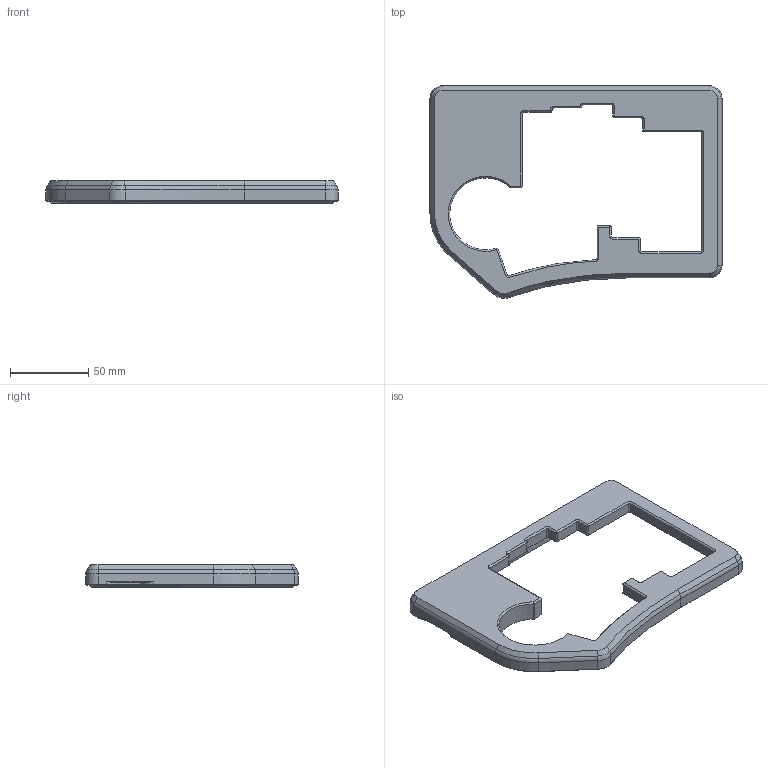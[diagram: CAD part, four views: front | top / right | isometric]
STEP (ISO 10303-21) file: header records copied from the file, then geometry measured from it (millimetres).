
FILE_DESCRIPTION(/* description */ (''),/* implementation_level */ '2;1');
FILE_NAME(/* name */ 'levels54_right_top.step',/* time_stamp */ '2025-10-15T16:11:47-05:00',/* author */ (''),/* organization */ (''),/* preprocessor_version */ 'ST-DEVELOPER v20.1',/* originating_system */ 'Autodesk Translation Framework v14.17.0.0',/* authorisation */ '');
FILE_SCHEMA (('AUTOMOTIVE_DESIGN { 1 0 10303 214 3 1 1 }'));
Length unit declared in the file: millimetre
Products named in the file (1): LevelsGrande
Bounding box: 187 x 136.12 x 14.4 mm (x, y, z)
Volume: 86754.4 mm3; surface area: 50242.9 mm2
Topology: 1 solids, 1 shells, 541 faces, 1477 edges, 941 vertices
Faces by surface type: plane 288, cylinder 190, cone 51, bspline 11, torus 1
Full cylindrical faces by diameter (mm): 2.9 x7
Entity records: 17260 total; most frequent: CARTESIAN_POINT 3275, DIRECTION 2956, ORIENTED_EDGE 2934, EDGE_CURVE 1467, LINE 996, VECTOR 996, AXIS2_PLACEMENT_3D 980, VERTEX_POINT 941
